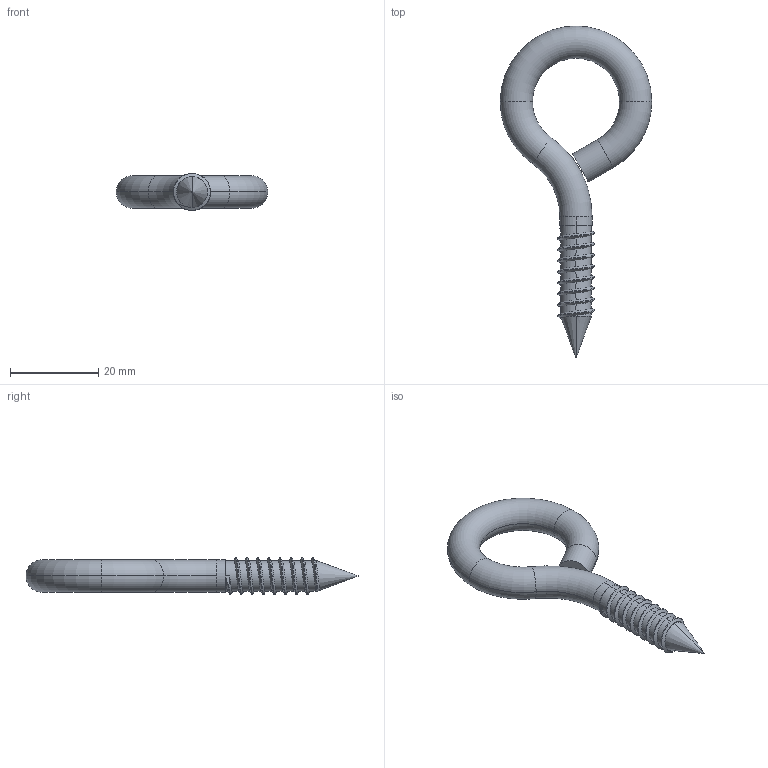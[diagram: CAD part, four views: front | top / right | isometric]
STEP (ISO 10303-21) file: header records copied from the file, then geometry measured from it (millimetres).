
FILE_DESCRIPTION (( 'STEP AP203' ), '1' );
FILE_NAME ('T59000.STEP', '2018-08-14T10:27:26', ( '' ), ( '' ), 'SwSTEP 2.0', 'SolidWorks 2016', '' );
FILE_SCHEMA (( 'CONFIG_CONTROL_DESIGN' ));
Length unit declared in the file: millimetre
Products named in the file (1): T59000
Bounding box: 34.3 x 75.15 x 8.35 mm (x, y, z)
Volume: 4986.2 mm3; surface area: 2981.3 mm2
Topology: 1 solids, 1 shells, 44 faces, 109 edges, 68 vertices
Faces by surface type: cylinder 23, torus 8, bspline 6, plane 5, cone 2
Entity records: 3518 total; most frequent: CARTESIAN_POINT 2526, ORIENTED_EDGE 218, DIRECTION 172, EDGE_CURVE 109, AXIS2_PLACEMENT_3D 72, VERTEX_POINT 68, EDGE_LOOP 45, ADVANCED_FACE 44
